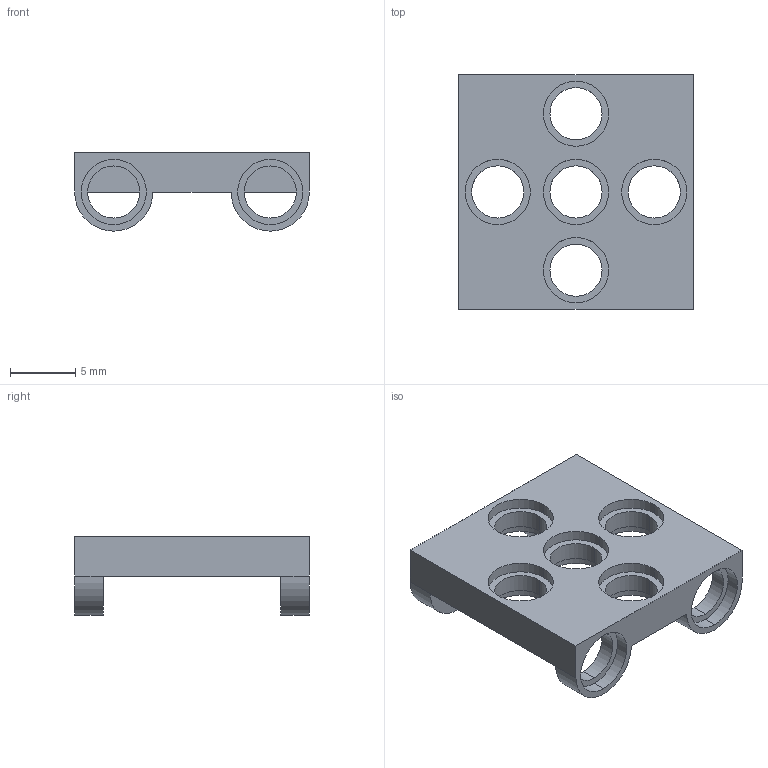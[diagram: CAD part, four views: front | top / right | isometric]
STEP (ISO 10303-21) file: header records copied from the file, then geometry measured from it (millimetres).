
FILE_DESCRIPTION (( 'STEP AP203' ), '1' );
FILE_NAME ('SPU-5_v2_Default_sldprt.STEP', '2021-01-18T18:43:50', ( '' ), ( '' ), 'SwSTEP 2.0', 'SolidWorks 2020', '' );
FILE_SCHEMA (( 'CONFIG_CONTROL_DESIGN' ));
Length unit declared in the file: millimetre
Products named in the file (1): SPU-5_v2_Default_sldprt
Bounding box: 18 x 18 x 6 mm (x, y, z)
Volume: 681.1 mm3; surface area: 1205.5 mm2
Topology: 1 solids, 1 shells, 82 faces, 194 edges, 128 vertices
Faces by surface type: cylinder 54, plane 28
Entity records: 2527 total; most frequent: DIRECTION 468, CARTESIAN_POINT 405, ORIENTED_EDGE 388, EDGE_CURVE 194, AXIS2_PLACEMENT_3D 191, VERTEX_POINT 128, EDGE_LOOP 114, CIRCLE 108
